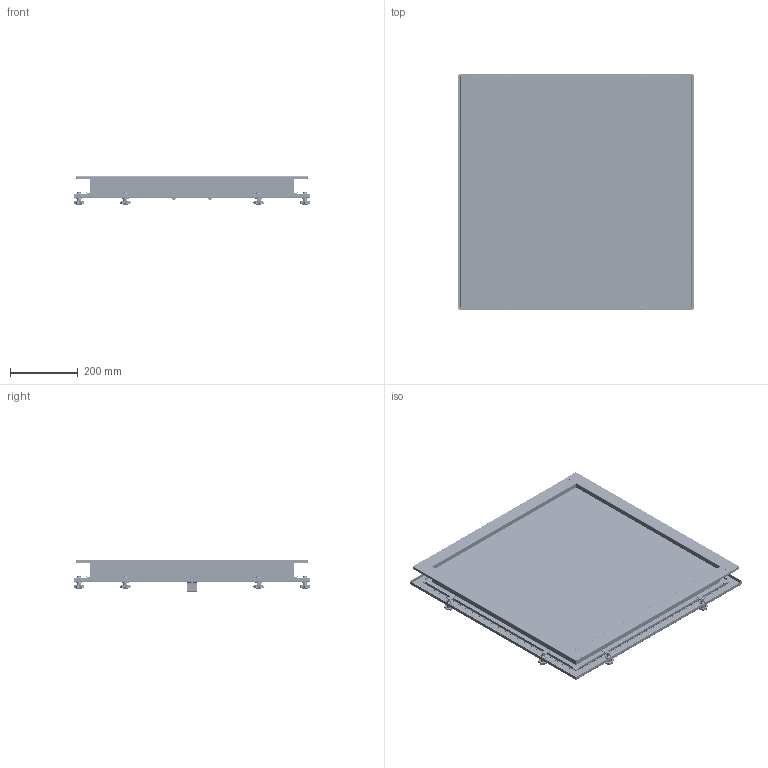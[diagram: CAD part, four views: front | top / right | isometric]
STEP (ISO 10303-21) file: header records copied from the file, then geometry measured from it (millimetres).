
FILE_DESCRIPTION((''),'2;1');
FILE_NAME('HRIL 600X600 I=50.stp','2014-06-24T11:03:11',(''),(''),'Autodesk Inventor 2013','Autodesk Inventor 2013','');
FILE_SCHEMA(('AUTOMOTIVE_DESIGN { 1 2 10303 214 0 1 1 1 }'));
Length unit declared in the file: millimetre
Products named in the file (20): HRIL 600X600 I=50; HRIL-004_600x600; HRIL-002_600_50; HRIL-001_600_50; HRIL-007_600x600_50; HRIL-005_600-600; Handtag-100_G; Borrskruv_4,2x9,5; INDUSTRILÅS-900; INDUSTRILÅS-100; INDUSTRILÅS-02; INDUSTRILÅS-03; INDUSTRILÅS-04; INDUSTRILÅS-200; INDUSTRILÅS-05; INDUSTRILÅS-06; INDUSTRILÅS-07; INDUSTRILÅS-09; INDUSTRILÅS-01; INDUSTRILÅS-08
Assembly tree (29 placements, depth 4):
  HRIL 600X600 I=50
    HRIL-004_600x600
    HRIL-002_600_50  x2
    HRIL-001_600_50  x2
    HRIL-007_600x600_50
    HRIL-005_600-600
    Handtag-100_G
    Borrskruv_4,2x9,5  x2
    INDUSTRILÅS-900  x8
      INDUSTRILÅS-100
        INDUSTRILÅS-02
        INDUSTRILÅS-03
        INDUSTRILÅS-04
      INDUSTRILÅS-200
        INDUSTRILÅS-05
        INDUSTRILÅS-06
        INDUSTRILÅS-07
      INDUSTRILÅS-09
      INDUSTRILÅS-01
      INDUSTRILÅS-08
Bounding box: 694.37 x 694.37 x 93.7 mm (x, y, z)
Volume: 1191707.2 mm3; surface area: 2930918.5 mm2
Topology: 82 solids, 82 shells, 9873 faces, 22205 edges, 12320 vertices
Faces by surface type: cone 3092, cylinder 2153, torus 1786, plane 1504, bspline 810, sphere 528
Full cylindrical faces by diameter (mm): 2 x1, 4 x2, 5.1 x2, 8.4 x2
Entity records: 60190 total; most frequent: CARTESIAN_POINT 23400, DIRECTION 7660, ORIENTED_EDGE 7378, EDGE_CURVE 3689, AXIS2_PLACEMENT_3D 3070, VERTEX_POINT 2091, EDGE_LOOP 1704, FACE_OUTER_BOUND 1649
